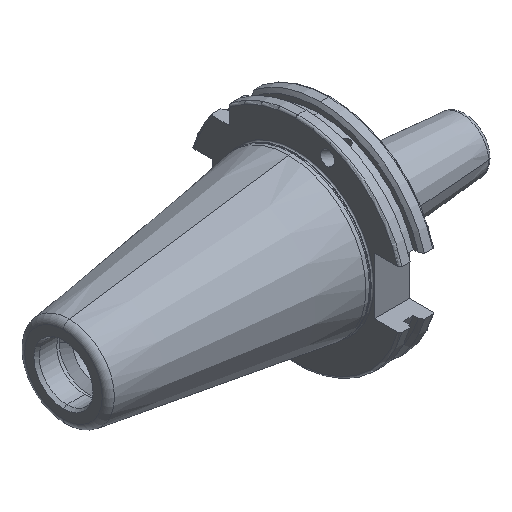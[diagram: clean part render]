
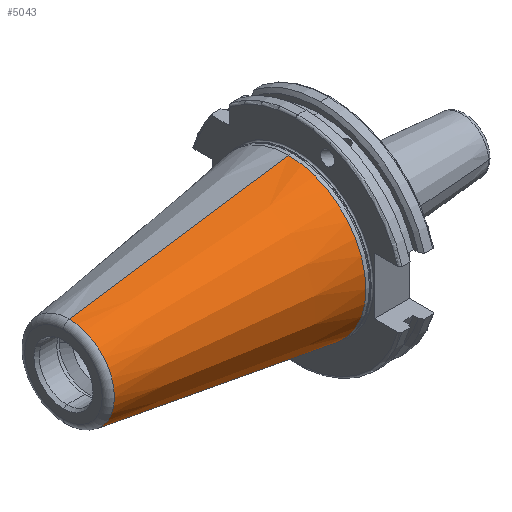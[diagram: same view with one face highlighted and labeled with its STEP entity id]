
A CAD part, isometric view. The second image highlights one B-rep face of the part: STEP entity #5043.
In plain terms, the highlighted conical face has half-angle 8.297 degrees and reference radius 34.925 mm.
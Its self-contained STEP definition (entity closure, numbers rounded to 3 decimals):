
#307 = CARTESIAN_POINT ( 'NONE',  ( -99.183, 20.461, 0. ) ) ;
#515 = VERTEX_POINT ( 'NONE', #307 ) ;
#640 = VERTEX_POINT ( 'NONE', #4460 ) ;
#646 = ORIENTED_EDGE ( 'NONE', *, *, #2484, .F. ) ;
#662 = VECTOR ( 'NONE', #5626, 1000. ) ;
#943 = CIRCLE ( 'NONE', #3353, 20.461 ) ;
#1217 = DIRECTION ( 'NONE',  ( -1., 0., 0. ) ) ;
#1290 = CARTESIAN_POINT ( 'NONE',  ( -99.183, 0., 0. ) ) ;
#1454 = CARTESIAN_POINT ( 'NONE',  ( 0., 34.925, 0. ) ) ;
#1499 = ORIENTED_EDGE ( 'NONE', *, *, #3491, .F. ) ;
#1661 = CARTESIAN_POINT ( 'NONE',  ( 0., 34.925, 0. ) ) ;
#1824 = CARTESIAN_POINT ( 'NONE',  ( 0., 0., 0. ) ) ;
#1859 = DIRECTION ( 'NONE',  ( 0., -1., 0. ) ) ;
#2066 = EDGE_LOOP ( 'NONE', ( #1499, #646, #4535, #4079 ) ) ;
#2409 = DIRECTION ( 'NONE',  ( 0., 1., 0. ) ) ;
#2484 = EDGE_CURVE ( 'NONE', #515, #6671, #943, .T. ) ;
#2598 = AXIS2_PLACEMENT_3D ( 'NONE', #1824, #5791, #2409 ) ;
#2759 = VECTOR ( 'NONE', #5346, 1000. ) ;
#3353 = AXIS2_PLACEMENT_3D ( 'NONE', #1290, #5238, #1859 ) ;
#3491 = EDGE_CURVE ( 'NONE', #6671, #640, #4234, .T. ) ;
#4079 = ORIENTED_EDGE ( 'NONE', *, *, #4982, .T. ) ;
#4127 = CONICAL_SURFACE ( 'NONE', #2598, 34.925, 0.145 ) ;
#4234 = LINE ( 'NONE', #4777, #2759 ) ;
#4460 = CARTESIAN_POINT ( 'NONE',  ( 0., -34.925, 0. ) ) ;
#4535 = ORIENTED_EDGE ( 'NONE', *, *, #6043, .T. ) ;
#4575 = CARTESIAN_POINT ( 'NONE',  ( 0., 0., 0. ) ) ;
#4777 = CARTESIAN_POINT ( 'NONE',  ( 0., -34.925, 0. ) ) ;
#4832 = CIRCLE ( 'NONE', #7278, 34.925 ) ;
#4982 = EDGE_CURVE ( 'NONE', #6408, #640, #4832, .T. ) ;
#5043 = ADVANCED_FACE ( 'NONE', ( #7336 ), #4127, .T. ) ;
#5159 = DIRECTION ( 'NONE',  ( 0., -1., 0. ) ) ;
#5238 = DIRECTION ( 'NONE',  ( -1., 0., 0. ) ) ;
#5346 = DIRECTION ( 'NONE',  ( 0.99, -0.144, 0. ) ) ;
#5369 = LINE ( 'NONE', #1661, #662 ) ;
#5626 = DIRECTION ( 'NONE',  ( 0.99, 0.144, 0. ) ) ;
#5791 = DIRECTION ( 'NONE',  ( 1., 0., 0. ) ) ;
#6043 = EDGE_CURVE ( 'NONE', #515, #6408, #5369, .T. ) ;
#6225 = CARTESIAN_POINT ( 'NONE',  ( -99.183, -20.461, 0. ) ) ;
#6408 = VERTEX_POINT ( 'NONE', #1454 ) ;
#6671 = VERTEX_POINT ( 'NONE', #6225 ) ;
#7278 = AXIS2_PLACEMENT_3D ( 'NONE', #4575, #1217, #5159 ) ;
#7336 = FACE_OUTER_BOUND ( 'NONE', #2066, .T. ) ;
